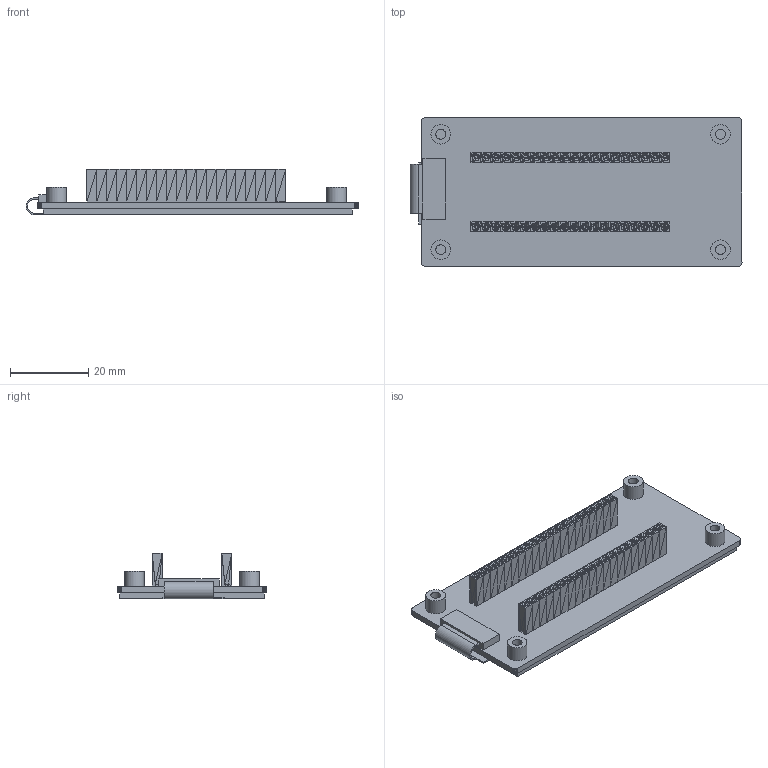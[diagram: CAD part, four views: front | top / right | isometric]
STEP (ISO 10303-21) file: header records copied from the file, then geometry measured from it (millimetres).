
FILE_DESCRIPTION(/* description */ (''),/* implementation_level */ '2;1');
FILE_NAME(/* name */ 'display v8.step',/* time_stamp */ '2024-05-29T19:10:46+03:00',/* author */ (''),/* organization */ (''),/* preprocessor_version */ 'ST-DEVELOPER v20',/* originating_system */ 'Autodesk Translation Framework v13.14.0.145',/* authorisation */ '');
FILE_SCHEMA (('AUTOMOTIVE_DESIGN { 1 0 10303 214 3 1 1 }'));
Length unit declared in the file: millimetre
Products named in the file (3): display; Board___wctmp; PBS_20
Assembly tree (3 placements, depth 2):
  display
    Board___wctmp
    PBS_20  x2
Bounding box: 84.85 x 38 x 11.69 mm (x, y, z)
Volume: 11808.3 mm3; surface area: 18519.5 mm2
Topology: 48 solids, 48 shells, 3174 faces, 5008 edges, 1976 vertices
Faces by surface type: plane 3120, cylinder 54
Full cylindrical faces by diameter (mm): 0.9 x40, 2.529 x4, 3 x4, 5 x4
Entity records: 34889 total; most frequent: DIRECTION 6136, CARTESIAN_POINT 5444, ORIENTED_EDGE 5336, EDGE_CURVE 2668, LINE 2560, VECTOR 2560, AXIS2_PLACEMENT_3D 1788, EDGE_LOOP 1728
